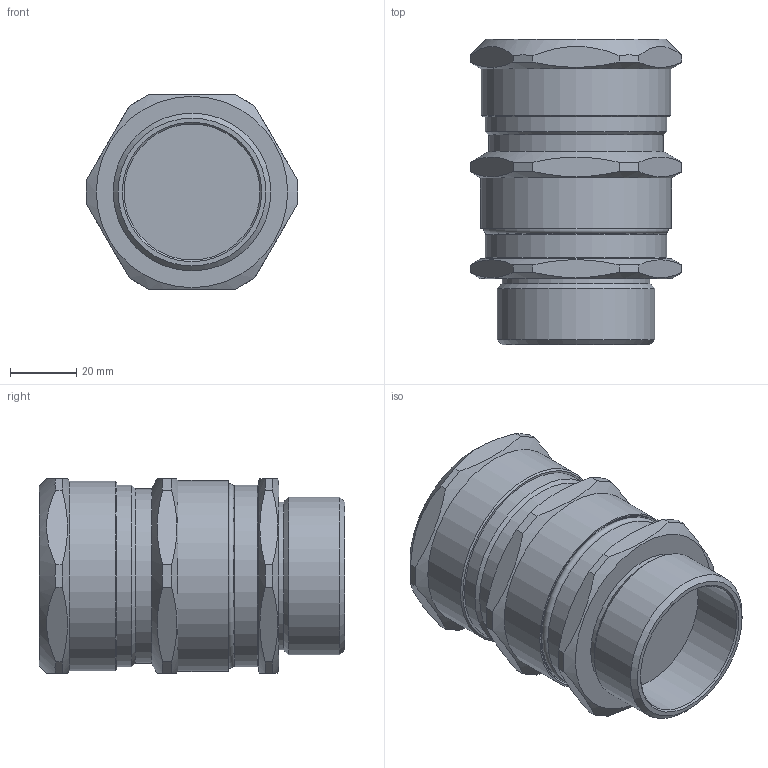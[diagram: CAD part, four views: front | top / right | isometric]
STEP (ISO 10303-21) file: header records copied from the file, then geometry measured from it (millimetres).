
FILE_DESCRIPTION(/* description */ ('ВКБ3-НС-G1 1)2-38-45'),/* implementation_level */ '2;1');
FILE_NAME(/* name */ '',/* time_stamp */ '2025-07-15T10:54:11+07:00',/* author */ ('zeta-86'),/* organization */ (''),/* preprocessor_version */ 'ST-DEVELOPER v19.2',/* originating_system */ 'Autodesk Inventor 2024',/* authorisation */ '');
FILE_SCHEMA (('AUTOMOTIVE_DESIGN { 1 0 10303 214 3 1 1 }'));
Length unit declared in the file: millimetre
Products named in the file (1): zeta34624
Bounding box: 64.13 x 92.52 x 59 mm (x, y, z)
Volume: 199169.4 mm3; surface area: 26530.8 mm2
Topology: 1 solids, 1 shells, 72 faces, 178 edges, 115 vertices
Faces by surface type: plane 45, cone 15, cylinder 10, torus 2
Full cylindrical faces by diameter (mm): 41.2 x1, 44.8 x1, 45.5 x1, 47.8 x1, 53 x1, 55 x3, 57.4 x1, 57.9 x1
Entity records: 2078 total; most frequent: CARTESIAN_POINT 522, ORIENTED_EDGE 356, DIRECTION 285, EDGE_CURVE 178, VERTEX_POINT 115, AXIS2_PLACEMENT_3D 112, EDGE_LOOP 79, FACE_OUTER_BOUND 72
